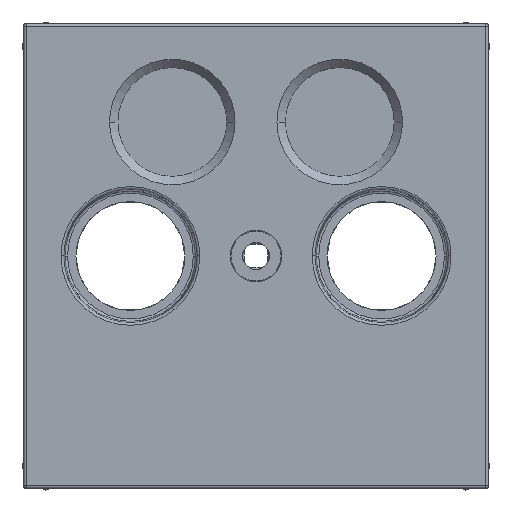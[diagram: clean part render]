
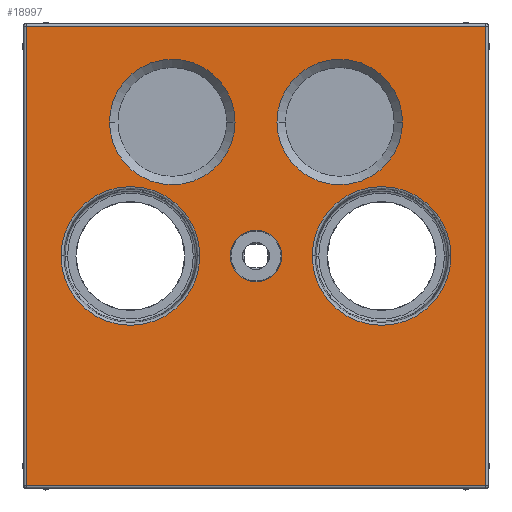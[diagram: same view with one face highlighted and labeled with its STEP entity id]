
A CAD part, top view. The second image highlights one B-rep face of the part: STEP entity #18997.
In plain terms, the highlighted face is planar.
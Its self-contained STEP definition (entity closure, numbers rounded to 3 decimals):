
#5582=DIRECTION('',(1.,0.,0.));
#5583=VECTOR('',#5582,54.881);
#5584=CARTESIAN_POINT('',(-27.44,10.,27.44));
#5585=LINE('3521',#5584,#5583);
#5589=DIRECTION('',(0.,0.,1.));
#5590=VECTOR('',#5589,54.881);
#5591=CARTESIAN_POINT('',(-27.44,10.,-27.44));
#5592=LINE('3525',#5591,#5590);
#5596=DIRECTION('',(-1.,0.,0.));
#5597=VECTOR('',#5596,54.881);
#5598=CARTESIAN_POINT('',(27.44,10.,-27.44));
#5599=LINE('3531',#5598,#5597);
#5603=DIRECTION('',(0.,0.,-1.));
#5604=VECTOR('',#5603,54.881);
#5605=CARTESIAN_POINT('',(27.44,10.,27.44));
#5606=LINE('3536',#5605,#5604);
#5610=CARTESIAN_POINT('',(0.,10.,0.));
#5611=DIRECTION('',(0.,1.,0.));
#5612=DIRECTION('',(1.,0.,0.));
#5613=AXIS2_PLACEMENT_3D('',#5610,#5611,#5612);
#5618=CARTESIAN_POINT('',(0.,10.,0.));
#5619=DIRECTION('',(0.,1.,0.));
#5620=DIRECTION('',(-1.,0.,0.));
#5621=AXIS2_PLACEMENT_3D('',#5618,#5619,#5620);
#5626=CARTESIAN_POINT('',(-10.,10.,-16.));
#5627=DIRECTION('',(0.,-1.,0.));
#5628=DIRECTION('',(1.,0.,0.));
#5629=AXIS2_PLACEMENT_3D('',#5626,#5627,#5628);
#5634=CARTESIAN_POINT('',(-10.,10.,-16.));
#5635=DIRECTION('',(0.,-1.,0.));
#5636=DIRECTION('',(-1.,0.,0.));
#5637=AXIS2_PLACEMENT_3D('',#5634,#5635,#5636);
#5642=CARTESIAN_POINT('',(10.,10.,-16.));
#5643=DIRECTION('',(0.,-1.,0.));
#5644=DIRECTION('',(1.,0.,0.));
#5645=AXIS2_PLACEMENT_3D('',#5642,#5643,#5644);
#5650=CARTESIAN_POINT('',(10.,10.,-16.));
#5651=DIRECTION('',(0.,-1.,0.));
#5652=DIRECTION('',(-1.,0.,0.));
#5653=AXIS2_PLACEMENT_3D('',#5650,#5651,#5652);
#5658=CARTESIAN_POINT('',(-15.,10.,0.));
#5659=DIRECTION('',(0.,-1.,0.));
#5660=DIRECTION('',(1.,0.,0.));
#5661=AXIS2_PLACEMENT_3D('',#5658,#5659,#5660);
#5666=CARTESIAN_POINT('',(-15.,10.,0.));
#5667=DIRECTION('',(0.,-1.,0.));
#5668=DIRECTION('',(-1.,0.,0.));
#5669=AXIS2_PLACEMENT_3D('',#5666,#5667,#5668);
#5674=CARTESIAN_POINT('',(15.,10.,0.));
#5675=DIRECTION('',(0.,-1.,0.));
#5676=DIRECTION('',(1.,0.,0.));
#5677=AXIS2_PLACEMENT_3D('',#5674,#5675,#5676);
#5682=CARTESIAN_POINT('',(15.,10.,0.));
#5683=DIRECTION('',(0.,-1.,0.));
#5684=DIRECTION('',(-1.,0.,0.));
#5685=AXIS2_PLACEMENT_3D('',#5682,#5683,#5684);
#12952=CARTESIAN_POINT('',(-27.44,10.,27.44));
#12953=CARTESIAN_POINT('',(27.44,10.,27.44));
#12954=VERTEX_POINT('',#12952);
#12955=VERTEX_POINT('',#12953);
#12962=CARTESIAN_POINT('',(-27.44,10.,-27.44));
#12963=VERTEX_POINT('',#12962);
#12974=CARTESIAN_POINT('',(27.44,10.,-27.44));
#12975=VERTEX_POINT('',#12974);
#13112=CARTESIAN_POINT('',(-2.5,10.,-16.));
#13113=CARTESIAN_POINT('',(-17.5,10.,-16.));
#13114=VERTEX_POINT('',#13112);
#13115=VERTEX_POINT('',#13113);
#13120=CARTESIAN_POINT('',(17.5,10.,-16.));
#13121=CARTESIAN_POINT('',(2.5,10.,-16.));
#13122=VERTEX_POINT('',#13120);
#13123=VERTEX_POINT('',#13121);
#13457=CARTESIAN_POINT('',(-6.715,10.,0.));
#13458=CARTESIAN_POINT('',(-23.285,10.,0.));
#13459=VERTEX_POINT('',#13457);
#13460=VERTEX_POINT('',#13458);
#13465=CARTESIAN_POINT('',(23.285,10.,0.));
#13466=CARTESIAN_POINT('',(6.715,10.,0.));
#13467=VERTEX_POINT('',#13465);
#13468=VERTEX_POINT('',#13466);
#14491=CARTESIAN_POINT('',(3.075,10.,0.));
#14492=CARTESIAN_POINT('',(-3.075,10.,0.));
#14493=VERTEX_POINT('',#14491);
#14494=VERTEX_POINT('',#14492);
#18954=CARTESIAN_POINT('',(0.,10.,0.));
#18955=DIRECTION('',(0.,1.,0.));
#18956=DIRECTION('',(0.,0.,-1.));
#18957=AXIS2_PLACEMENT_3D('',#18954,#18955,#18956);
#18958=PLANE('1971',#18957);
#18959=ORIENTED_EDGE('3521',*,*,#18883,.F.);
#18960=ORIENTED_EDGE('3525',*,*,#18932,.F.);
#18962=ORIENTED_EDGE('3531',*,*,#18961,.F.);
#18964=ORIENTED_EDGE('3536',*,*,#18963,.F.);
#18965=EDGE_LOOP('1971',(#18959,#18960,#18962,#18964));
#18966=FACE_OUTER_BOUND('1971',#18965,.F.);
#18968=ORIENTED_EDGE('12305',*,*,#18967,.T.);
#18970=ORIENTED_EDGE('12306',*,*,#18969,.T.);
#18971=EDGE_LOOP('1971',(#18968,#18970));
#18972=FACE_BOUND('1971',#18971,.F.);
#18974=ORIENTED_EDGE('5737',*,*,#18973,.F.);
#18976=ORIENTED_EDGE('5739',*,*,#18975,.F.);
#18977=EDGE_LOOP('1971',(#18974,#18976));
#18978=FACE_BOUND('1971',#18977,.F.);
#18980=ORIENTED_EDGE('5741',*,*,#18979,.F.);
#18982=ORIENTED_EDGE('5743',*,*,#18981,.F.);
#18983=EDGE_LOOP('1971',(#18980,#18982));
#18984=FACE_BOUND('1971',#18983,.F.);
#18986=ORIENTED_EDGE('9930',*,*,#18985,.F.);
#18988=ORIENTED_EDGE('9932',*,*,#18987,.F.);
#18989=EDGE_LOOP('1971',(#18986,#18988));
#18990=FACE_BOUND('1971',#18989,.F.);
#18992=ORIENTED_EDGE('9934',*,*,#18991,.F.);
#18994=ORIENTED_EDGE('9936',*,*,#18993,.F.);
#18995=EDGE_LOOP('1971',(#18992,#18994));
#18996=FACE_BOUND('1971',#18995,.F.);
#18997=ADVANCED_FACE('1971',(#18966,#18972,#18978,#18984,#18990,#18996),#18958,
.T.);
#5614=CIRCLE('12305',#5613,3.075);
#5622=CIRCLE('12306',#5621,3.075);
#5630=CIRCLE('5737',#5629,7.5);
#5638=CIRCLE('5739',#5637,7.5);
#5646=CIRCLE('5741',#5645,7.5);
#5654=CIRCLE('5743',#5653,7.5);
#5662=CIRCLE('9930',#5661,8.285);
#5670=CIRCLE('9932',#5669,8.285);
#5678=CIRCLE('9934',#5677,8.285);
#5686=CIRCLE('9936',#5685,8.285);
#18883=EDGE_CURVE('3521',#12954,#12955,#5585,.T.);
#18932=EDGE_CURVE('3525',#12963,#12954,#5592,.T.);
#18961=EDGE_CURVE('3531',#12975,#12963,#5599,.T.);
#18963=EDGE_CURVE('3536',#12955,#12975,#5606,.T.);
#18967=EDGE_CURVE('12305',#14493,#14494,#5614,.T.);
#18969=EDGE_CURVE('12306',#14494,#14493,#5622,.T.);
#18973=EDGE_CURVE('5737',#13114,#13115,#5630,.T.);
#18975=EDGE_CURVE('5739',#13115,#13114,#5638,.T.);
#18979=EDGE_CURVE('5741',#13122,#13123,#5646,.T.);
#18981=EDGE_CURVE('5743',#13123,#13122,#5654,.T.);
#18985=EDGE_CURVE('9930',#13459,#13460,#5662,.T.);
#18987=EDGE_CURVE('9932',#13460,#13459,#5670,.T.);
#18991=EDGE_CURVE('9934',#13467,#13468,#5678,.T.);
#18993=EDGE_CURVE('9936',#13468,#13467,#5686,.T.);
